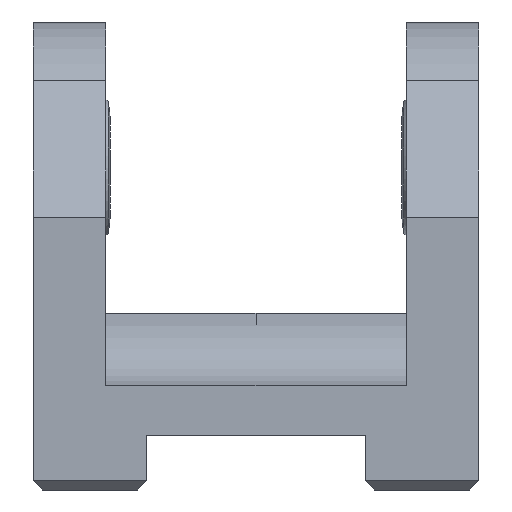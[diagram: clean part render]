
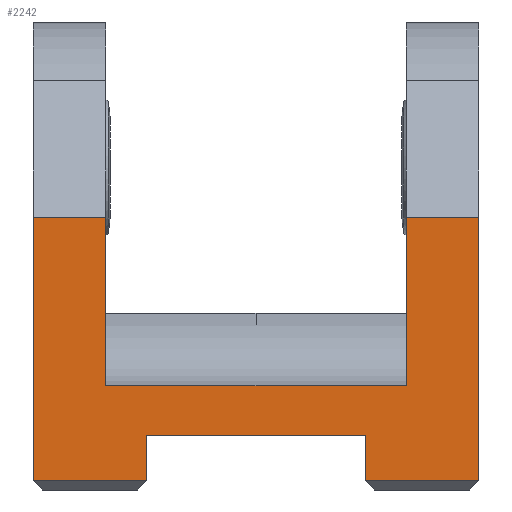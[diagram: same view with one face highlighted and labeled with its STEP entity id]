
A CAD part, front view. The second image highlights one B-rep face of the part: STEP entity #2242.
In plain terms, the highlighted planar face has unit normal (0, -1, 0).
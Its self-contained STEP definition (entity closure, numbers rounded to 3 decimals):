
#157=FACE_OUTER_BOUND('',#280,.T.);
#280=EDGE_LOOP('',(#1673,#1674,#1675,#1676,#1677,#1678,#1679,#1680,#1681,
#1682,#1683,#1684));
#484=LINE('',#3390,#757);
#494=LINE('',#3411,#767);
#498=LINE('',#3417,#771);
#499=LINE('',#3419,#772);
#500=LINE('',#3421,#773);
#501=LINE('',#3423,#774);
#502=LINE('',#3425,#775);
#503=LINE('',#3427,#776);
#504=LINE('',#3429,#777);
#505=LINE('',#3431,#778);
#506=LINE('',#3433,#779);
#507=LINE('',#3434,#780);
#757=VECTOR('',#2743,10.);
#767=VECTOR('',#2759,10.);
#771=VECTOR('',#2767,10.);
#772=VECTOR('',#2768,10.);
#773=VECTOR('',#2769,10.);
#774=VECTOR('',#2770,10.);
#775=VECTOR('',#2771,10.);
#776=VECTOR('',#2772,10.);
#777=VECTOR('',#2773,10.);
#778=VECTOR('',#2774,10.);
#779=VECTOR('',#2775,10.);
#780=VECTOR('',#2776,10.);
#998=VERTEX_POINT('',#3387);
#999=VERTEX_POINT('',#3389);
#1003=VERTEX_POINT('',#3398);
#1007=VERTEX_POINT('',#3410);
#1008=VERTEX_POINT('',#3418);
#1009=VERTEX_POINT('',#3420);
#1010=VERTEX_POINT('',#3422);
#1011=VERTEX_POINT('',#3424);
#1012=VERTEX_POINT('',#3426);
#1013=VERTEX_POINT('',#3428);
#1014=VERTEX_POINT('',#3430);
#1015=VERTEX_POINT('',#3432);
#1250=EDGE_CURVE('',#999,#998,#484,.T.);
#1260=EDGE_CURVE('',#1003,#1007,#494,.T.);
#1264=EDGE_CURVE('',#1003,#999,#498,.T.);
#1265=EDGE_CURVE('',#998,#1008,#499,.T.);
#1266=EDGE_CURVE('',#1009,#1008,#500,.T.);
#1267=EDGE_CURVE('',#1010,#1009,#501,.T.);
#1268=EDGE_CURVE('',#1011,#1010,#502,.T.);
#1269=EDGE_CURVE('',#1011,#1012,#503,.T.);
#1270=EDGE_CURVE('',#1012,#1013,#504,.T.);
#1271=EDGE_CURVE('',#1013,#1014,#505,.T.);
#1272=EDGE_CURVE('',#1015,#1014,#506,.T.);
#1273=EDGE_CURVE('',#1007,#1015,#507,.T.);
#1673=ORIENTED_EDGE('',*,*,#1260,.F.);
#1674=ORIENTED_EDGE('',*,*,#1264,.T.);
#1675=ORIENTED_EDGE('',*,*,#1250,.T.);
#1676=ORIENTED_EDGE('',*,*,#1265,.T.);
#1677=ORIENTED_EDGE('',*,*,#1266,.F.);
#1678=ORIENTED_EDGE('',*,*,#1267,.F.);
#1679=ORIENTED_EDGE('',*,*,#1268,.F.);
#1680=ORIENTED_EDGE('',*,*,#1269,.T.);
#1681=ORIENTED_EDGE('',*,*,#1270,.T.);
#1682=ORIENTED_EDGE('',*,*,#1271,.T.);
#1683=ORIENTED_EDGE('',*,*,#1272,.F.);
#1684=ORIENTED_EDGE('',*,*,#1273,.F.);
#2144=PLANE('',#2395);
#2242=ADVANCED_FACE('',(#157),#2144,.T.);
#2395=AXIS2_PLACEMENT_3D('',#3416,#2765,#2766);
#2743=DIRECTION('',(1.,0.,0.));
#2759=DIRECTION('',(-1.,0.,0.));
#2765=DIRECTION('center_axis',(0.,-1.,0.));
#2766=DIRECTION('ref_axis',(0.,0.,-1.));
#2767=DIRECTION('',(0.,0.,1.));
#2768=DIRECTION('',(0.,0.,-1.));
#2769=DIRECTION('',(-1.,0.,0.));
#2770=DIRECTION('',(0.,0.,-1.));
#2771=DIRECTION('',(1.,0.,0.));
#2772=DIRECTION('',(0.,0.,-1.));
#2773=DIRECTION('',(-1.,0.,0.));
#2774=DIRECTION('',(0.,0.,1.));
#2775=DIRECTION('',(1.,0.,0.));
#2776=DIRECTION('',(0.,0.,1.));
#3387=CARTESIAN_POINT('',(6.,-45.,0.));
#3389=CARTESIAN_POINT('',(-6.,-45.,0.));
#3390=CARTESIAN_POINT('',(0.,-45.,0.));
#3398=CARTESIAN_POINT('',(-6.,-45.,-2.5));
#3410=CARTESIAN_POINT('',(-12.25,-45.,-2.5));
#3411=CARTESIAN_POINT('',(0.,-45.,-2.5));
#3416=CARTESIAN_POINT('Origin',(0.,-45.,12.));
#3417=CARTESIAN_POINT('',(-6.,-45.,5.25));
#3418=CARTESIAN_POINT('',(6.,-45.,-2.5));
#3419=CARTESIAN_POINT('',(6.,-45.,5.25));
#3420=CARTESIAN_POINT('',(12.25,-45.,-2.5));
#3421=CARTESIAN_POINT('',(0.,-45.,-2.5));
#3422=CARTESIAN_POINT('',(12.25,-45.,12.));
#3423=CARTESIAN_POINT('',(12.25,-45.,-3.));
#3424=CARTESIAN_POINT('',(8.25,-45.,12.));
#3425=CARTESIAN_POINT('',(0.,-45.,12.));
#3426=CARTESIAN_POINT('',(8.25,-45.,2.73));
#3427=CARTESIAN_POINT('',(8.25,-45.,10.933));
#3428=CARTESIAN_POINT('',(-8.25,-45.,2.73));
#3429=CARTESIAN_POINT('',(0.,-45.,2.73));
#3430=CARTESIAN_POINT('',(-8.25,-45.,12.));
#3431=CARTESIAN_POINT('',(-8.25,-45.,10.933));
#3432=CARTESIAN_POINT('',(-12.25,-45.,12.));
#3433=CARTESIAN_POINT('',(0.,-45.,12.));
#3434=CARTESIAN_POINT('',(-12.25,-45.,-3.));
